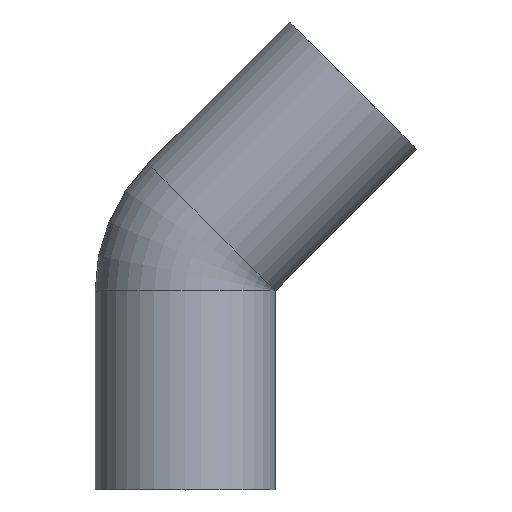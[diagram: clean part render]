
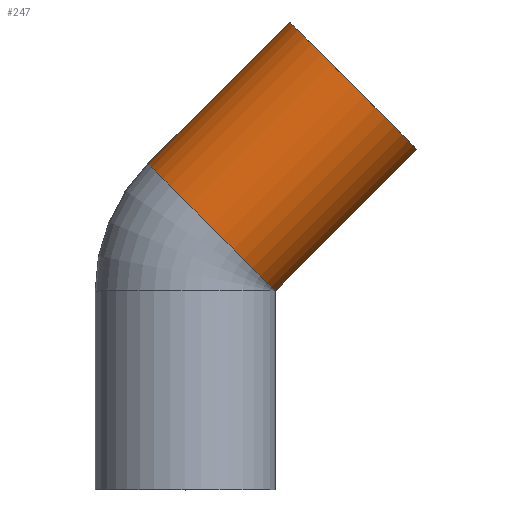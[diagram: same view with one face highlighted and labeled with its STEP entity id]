
A CAD part, top view. The second image highlights one B-rep face of the part: STEP entity #247.
In plain terms, the highlighted cylindrical face has radius 45 mm (diameter 90 mm), a partial arc.
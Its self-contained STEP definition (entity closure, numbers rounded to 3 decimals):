
#7 = EDGE_CURVE ( 'NONE', #343, #77, #219, .T. ) ;
#10 = EDGE_CURVE ( 'NONE', #343, #311, #379, .T. ) ;
#36 = ORIENTED_EDGE ( 'NONE', *, *, #7, .T. ) ;
#47 = CARTESIAN_POINT ( 'NONE',  ( 45., 99.36, 0. ) ) ;
#48 = AXIS2_PLACEMENT_3D ( 'NONE', #385, #90, #228 ) ;
#49 = CIRCLE ( 'NONE', #48, 45. ) ;
#71 = ORIENTED_EDGE ( 'NONE', *, *, #10, .F. ) ;
#77 = VERTEX_POINT ( 'NONE', #47 ) ;
#80 = CARTESIAN_POINT ( 'NONE',  ( -18.64, 163., 0. ) ) ;
#90 = DIRECTION ( 'NONE',  ( 0.707, 0.707, 0. ) ) ;
#97 = CARTESIAN_POINT ( 'NONE',  ( 13.18, 131.18, 0. ) ) ;
#117 = EDGE_LOOP ( 'NONE', ( #36, #341, #210, #71 ) ) ;
#118 = DIRECTION ( 'NONE',  ( 0.707, 0.707, 0. ) ) ;
#124 = EDGE_CURVE ( 'NONE', #311, #315, #49, .T. ) ;
#139 = CARTESIAN_POINT ( 'NONE',  ( 52.18, 233.82, 0. ) ) ;
#142 = CARTESIAN_POINT ( 'NONE',  ( 45., 99.36, 0. ) ) ;
#161 = VECTOR ( 'NONE', #270, 1000. ) ;
#198 = AXIS2_PLACEMENT_3D ( 'NONE', #97, #233, #359 ) ;
#210 = ORIENTED_EDGE ( 'NONE', *, *, #124, .F. ) ;
#211 = VECTOR ( 'NONE', #221, 1000. ) ;
#212 = AXIS2_PLACEMENT_3D ( 'NONE', #408, #118, #251 ) ;
#219 = CIRCLE ( 'NONE', #212, 45. ) ;
#221 = DIRECTION ( 'NONE',  ( 0.707, 0.707, 0. ) ) ;
#228 = DIRECTION ( 'NONE',  ( 0., 0., 1. ) ) ;
#233 = DIRECTION ( 'NONE',  ( 0.707, 0.707, 0. ) ) ;
#247 = ADVANCED_FACE ( 'NONE', ( #263 ), #391, .T. ) ;
#251 = DIRECTION ( 'NONE',  ( 0., 0., 1. ) ) ;
#263 = FACE_OUTER_BOUND ( 'NONE', #117, .T. ) ;
#267 = CARTESIAN_POINT ( 'NONE',  ( 115.82, 170.18, 0. ) ) ;
#270 = DIRECTION ( 'NONE',  ( 0.707, 0.707, 0. ) ) ;
#311 = VERTEX_POINT ( 'NONE', #139 ) ;
#315 = VERTEX_POINT ( 'NONE', #267 ) ;
#333 = CARTESIAN_POINT ( 'NONE',  ( -18.64, 163., 0. ) ) ;
#341 = ORIENTED_EDGE ( 'NONE', *, *, #362, .T. ) ;
#343 = VERTEX_POINT ( 'NONE', #333 ) ;
#359 = DIRECTION ( 'NONE',  ( -0.707, 0.707, 0. ) ) ;
#362 = EDGE_CURVE ( 'NONE', #77, #315, #424, .T. ) ;
#379 = LINE ( 'NONE', #80, #211 ) ;
#385 = CARTESIAN_POINT ( 'NONE',  ( 84., 202., 0. ) ) ;
#391 = CYLINDRICAL_SURFACE ( 'NONE', #198, 45. ) ;
#408 = CARTESIAN_POINT ( 'NONE',  ( 13.18, 131.18, 0. ) ) ;
#424 = LINE ( 'NONE', #142, #161 ) ;
